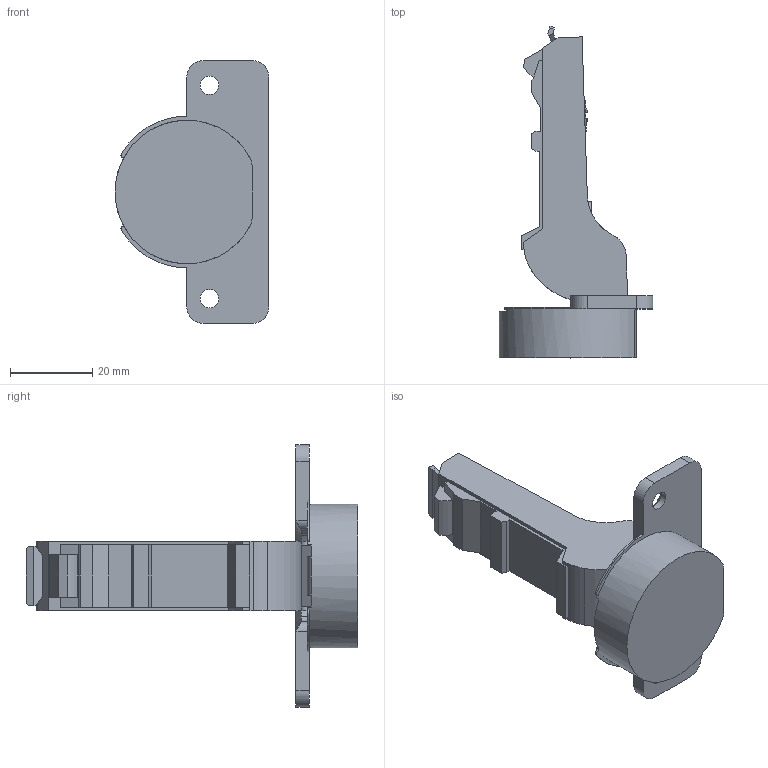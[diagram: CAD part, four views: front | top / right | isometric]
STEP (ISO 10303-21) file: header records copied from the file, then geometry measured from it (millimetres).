
FILE_DESCRIPTION((''),'2;1');
FILE_NAME('707-0ZM0-IMS','2022-11-24T08:34:44',('marino.prodan'),('Audax d.o.o.'),'CREO PARAMETRIC BY PTC INC, 2021304','CREO PARAMETRIC BY PTC INC, 2021304','');
FILE_SCHEMA(('AUTOMOTIVE_DESIGN { 1 0 10303 214 1 1 1 1 }'));
Length unit declared in the file: millimetre
Products named in the file (1): 707-0ZM0-IMS
Bounding box: 37.5 x 80.89 x 64 mm (x, y, z)
Volume: 25353.1 mm3; surface area: 13403.8 mm2
Topology: 1 solids, 1 shells, 226 faces, 671 edges, 453 vertices
Faces by surface type: plane 140, cylinder 72, cone 10, sphere 4
Entity records: 10259 total; most frequent: CARTESIAN_POINT 1548, ORIENTED_EDGE 1342, DIRECTION 1321, PRESENTATION_STYLE_ASSIGNMENT 672, STYLED_ITEM 672, CURVE_STYLE 671, EDGE_CURVE 671, VERTEX_POINT 453
